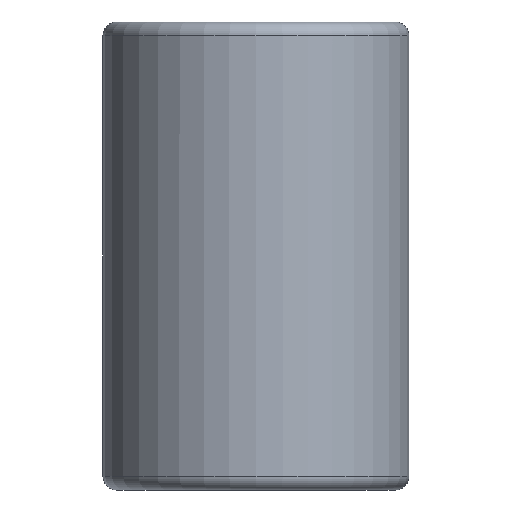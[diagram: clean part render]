
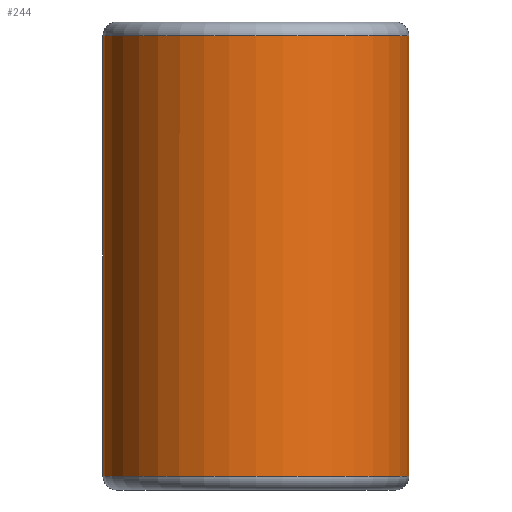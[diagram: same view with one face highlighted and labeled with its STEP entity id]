
A CAD part, front view. The second image highlights one B-rep face of the part: STEP entity #244.
In plain terms, the highlighted cylindrical face has radius 8.5 mm (diameter 17 mm), a partial arc.
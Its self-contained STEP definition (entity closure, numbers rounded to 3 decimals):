
#4 = VECTOR ( 'NONE', #211, 1000. ) ;
#5 = LINE ( 'NONE', #161, #44 ) ;
#6 = CYLINDRICAL_SURFACE ( 'NONE', #222, 8.5 ) ;
#13 = FACE_OUTER_BOUND ( 'NONE', #246, .T. ) ;
#15 = CARTESIAN_POINT ( 'NONE',  ( 8.5, 0., 0.76 ) ) ;
#33 = LINE ( 'NONE', #79, #4 ) ;
#40 = CIRCLE ( 'NONE', #392, 8.5 ) ;
#44 = VECTOR ( 'NONE', #242, 1000. ) ;
#56 = VERTEX_POINT ( 'NONE', #170 ) ;
#79 = CARTESIAN_POINT ( 'NONE',  ( 8.5, 0., 26. ) ) ;
#81 = CARTESIAN_POINT ( 'NONE',  ( 8.5, 0., 25.24 ) ) ;
#99 = ORIENTED_EDGE ( 'NONE', *, *, #237, .F. ) ;
#161 = CARTESIAN_POINT ( 'NONE',  ( -8.5, 0., 26. ) ) ;
#170 = CARTESIAN_POINT ( 'NONE',  ( -8.5, 0., 0.76 ) ) ;
#178 = DIRECTION ( 'NONE',  ( 0., 0., -1. ) ) ;
#211 = DIRECTION ( 'NONE',  ( 0., 0., -1. ) ) ;
#222 = AXIS2_PLACEMENT_3D ( 'NONE', #332, #178, #248 ) ;
#225 = ORIENTED_EDGE ( 'NONE', *, *, #325, .T. ) ;
#237 = EDGE_CURVE ( 'NONE', #274, #293, #33, .T. ) ;
#242 = DIRECTION ( 'NONE',  ( 0., 0., -1. ) ) ;
#244 = ADVANCED_FACE ( 'NONE', ( #13 ), #6, .T. ) ;
#246 = EDGE_LOOP ( 'NONE', ( #99, #407, #303, #225 ) ) ;
#248 = DIRECTION ( 'NONE',  ( -1., 0., 0. ) ) ;
#259 = EDGE_CURVE ( 'NONE', #411, #56, #5, .T. ) ;
#269 = CARTESIAN_POINT ( 'NONE',  ( -8.5, 0., 25.24 ) ) ;
#274 = VERTEX_POINT ( 'NONE', #81 ) ;
#293 = VERTEX_POINT ( 'NONE', #15 ) ;
#303 = ORIENTED_EDGE ( 'NONE', *, *, #259, .T. ) ;
#308 = EDGE_CURVE ( 'NONE', #274, #411, #362, .T. ) ;
#325 = EDGE_CURVE ( 'NONE', #56, #293, #40, .T. ) ;
#332 = CARTESIAN_POINT ( 'NONE',  ( 0., 0., 26. ) ) ;
#334 = DIRECTION ( 'NONE',  ( 1., 0., 0. ) ) ;
#338 = DIRECTION ( 'NONE',  ( 0., 0., 1. ) ) ;
#339 = CARTESIAN_POINT ( 'NONE',  ( 0., 0., 0.76 ) ) ;
#344 = AXIS2_PLACEMENT_3D ( 'NONE', #356, #355, #354 ) ;
#354 = DIRECTION ( 'NONE',  ( 1., 0., 0. ) ) ;
#355 = DIRECTION ( 'NONE',  ( 0., 0., -1. ) ) ;
#356 = CARTESIAN_POINT ( 'NONE',  ( 0., 0., 25.24 ) ) ;
#362 = CIRCLE ( 'NONE', #344, 8.5 ) ;
#392 = AXIS2_PLACEMENT_3D ( 'NONE', #339, #338, #334 ) ;
#407 = ORIENTED_EDGE ( 'NONE', *, *, #308, .T. ) ;
#411 = VERTEX_POINT ( 'NONE', #269 ) ;
